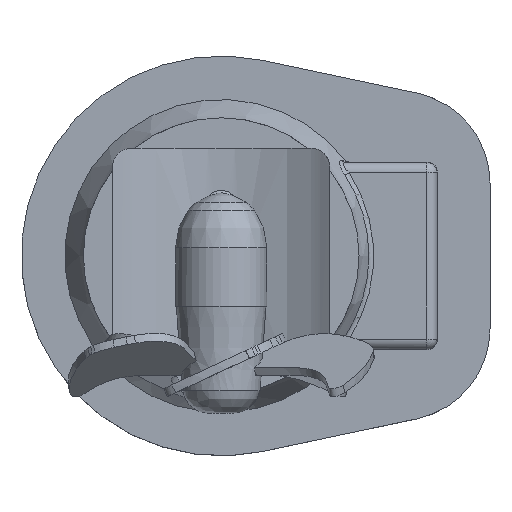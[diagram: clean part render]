
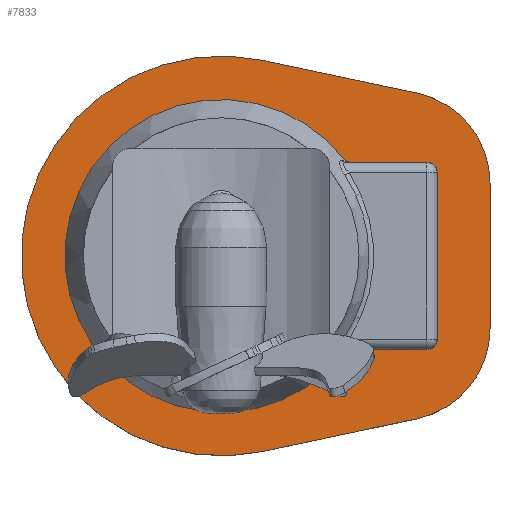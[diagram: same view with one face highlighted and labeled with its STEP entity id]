
A CAD part, top view. The second image highlights one B-rep face of the part: STEP entity #7833.
In plain terms, the highlighted planar face has unit normal (0, 0, 1).
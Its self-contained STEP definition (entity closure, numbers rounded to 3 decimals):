
#46=FACE_BOUND('',#2590,.T.);
#325=B_SPLINE_CURVE_WITH_KNOTS('',3,(#10529,#10530,#10531,#10532,#10533,
#10534,#10535,#10536),.UNSPECIFIED.,.F.,.F.,(4,2,2,4),(-0.256,
-0.179,-0.103,0.),
 .UNSPECIFIED.);
#341=B_SPLINE_CURVE_WITH_KNOTS('',3,(#10859,#10860,#10861,#10862,#10863,
#10864,#10865,#10866),.UNSPECIFIED.,.F.,.F.,(4,2,2,4),(-0.27,
-0.201,-0.131,0.),.UNSPECIFIED.);
#906=ELLIPSE('',#8302,6.016,6.);
#907=ELLIPSE('',#8334,6.016,6.);
#1045=LINE('',#10408,#1317);
#1050=LINE('',#10422,#1322);
#1059=LINE('',#10586,#1331);
#1063=LINE('',#10595,#1335);
#1070=LINE('',#10876,#1342);
#1072=LINE('',#11016,#1344);
#1317=VECTOR('',#8935,96.968);
#1322=VECTOR('',#8948,45.165);
#1331=VECTOR('',#8999,84.602);
#1335=VECTOR('',#9009,91.637);
#1342=VECTOR('',#9064,45.165);
#1344=VECTOR('',#9076,91.637);
#2101=FACE_OUTER_BOUND('',#2589,.T.);
#2589=EDGE_LOOP('',(#5478,#5479,#5480,#5481,#5482,#5483));
#2590=EDGE_LOOP('',(#5484,#5485,#5486,#5487,#5488,#5489,#5490,#5491));
#3085=CIRCLE('',#8327,53.4);
#3087=CIRCLE('',#8332,116.);
#3097=CIRCLE('',#8350,90.756);
#3099=CIRCLE('',#8356,53.4);
#3382=VERTEX_POINT('',#10406);
#3383=VERTEX_POINT('',#10407);
#3386=VERTEX_POINT('',#10415);
#3388=VERTEX_POINT('',#10421);
#3390=VERTEX_POINT('',#10528);
#3403=VERTEX_POINT('',#10583);
#3404=VERTEX_POINT('',#10585);
#3405=VERTEX_POINT('',#10589);
#3406=VERTEX_POINT('',#10593);
#3408=VERTEX_POINT('',#10600);
#3409=VERTEX_POINT('',#10604);
#3427=VERTEX_POINT('',#10687);
#3429=VERTEX_POINT('',#10858);
#3430=VERTEX_POINT('',#11012);
#4127=EDGE_CURVE('',#3382,#3383,#1045,.T.);
#4131=EDGE_CURVE('',#3383,#3386,#906,.T.);
#4134=EDGE_CURVE('',#3386,#3388,#1050,.T.);
#4137=EDGE_CURVE('',#3388,#3390,#325,.T.);
#4159=EDGE_CURVE('',#3403,#3404,#1059,.T.);
#4162=EDGE_CURVE('',#3405,#3403,#3085,.T.);
#4164=EDGE_CURVE('',#3406,#3405,#1063,.T.);
#4167=EDGE_CURVE('',#3408,#3406,#3087,.T.);
#4168=EDGE_CURVE('',#3409,#3382,#907,.T.);
#4194=EDGE_CURVE('',#3390,#3427,#3097,.T.);
#4198=EDGE_CURVE('',#3427,#3429,#341,.T.);
#4201=EDGE_CURVE('',#3429,#3409,#1070,.T.);
#4202=EDGE_CURVE('',#3404,#3430,#3099,.T.);
#4204=EDGE_CURVE('',#3430,#3408,#1072,.T.);
#5478=ORIENTED_EDGE('',*,*,#4159,.F.);
#5479=ORIENTED_EDGE('',*,*,#4162,.F.);
#5480=ORIENTED_EDGE('',*,*,#4164,.F.);
#5481=ORIENTED_EDGE('',*,*,#4167,.F.);
#5482=ORIENTED_EDGE('',*,*,#4204,.F.);
#5483=ORIENTED_EDGE('',*,*,#4202,.F.);
#5484=ORIENTED_EDGE('',*,*,#4194,.F.);
#5485=ORIENTED_EDGE('',*,*,#4137,.F.);
#5486=ORIENTED_EDGE('',*,*,#4134,.F.);
#5487=ORIENTED_EDGE('',*,*,#4131,.F.);
#5488=ORIENTED_EDGE('',*,*,#4127,.F.);
#5489=ORIENTED_EDGE('',*,*,#4168,.F.);
#5490=ORIENTED_EDGE('',*,*,#4201,.F.);
#5491=ORIENTED_EDGE('',*,*,#4198,.F.);
#7693=PLANE('',#8358);
#7833=ADVANCED_FACE('',(#2101,#46),#7693,.T.);
#8302=AXIS2_PLACEMENT_3D('',#10416,#8941,#8942);
#8327=AXIS2_PLACEMENT_3D('',#10591,#9004,#9005);
#8332=AXIS2_PLACEMENT_3D('',#10602,#9017,#9018);
#8334=AXIS2_PLACEMENT_3D('',#10605,#9021,#9022);
#8350=AXIS2_PLACEMENT_3D('',#10688,#9058,#9059);
#8356=AXIS2_PLACEMENT_3D('',#11013,#9071,#9072);
#8358=AXIS2_PLACEMENT_3D('',#11017,#9077,#9078);
#8935=DIRECTION('',(0.,1.,0.));
#8941=DIRECTION('center_axis',(0.,0.,
1.));
#8942=DIRECTION('ref_axis',(0.707,0.707,0.));
#8948=DIRECTION('',(-1.,0.,0.));
#8999=DIRECTION('',(0.,-1.,0.));
#9004=DIRECTION('center_axis',(0.,0.,
-1.));
#9005=DIRECTION('ref_axis',(0.,1.,0.));
#9009=DIRECTION('',(0.978,-0.207,0.));
#9017=DIRECTION('center_axis',(0.,0.,
-1.));
#9018=DIRECTION('ref_axis',(0.,1.,0.));
#9021=DIRECTION('center_axis',(0.,0.,
1.));
#9022=DIRECTION('ref_axis',(0.707,-0.707,0.));
#9058=DIRECTION('center_axis',(0.,0.,
1.));
#9059=DIRECTION('ref_axis',(1.,0.,0.));
#9064=DIRECTION('',(1.,0.,0.));
#9071=DIRECTION('center_axis',(0.,0.,
-1.));
#9072=DIRECTION('ref_axis',(0.,1.,0.));
#9076=DIRECTION('',(-0.978,-0.207,0.));
#9077=DIRECTION('center_axis',(0.,0.,
1.));
#9078=DIRECTION('ref_axis',(1.,0.,0.));
#10406=CARTESIAN_POINT('',(472.261,380.38,77.307));
#10407=CARTESIAN_POINT('',(472.26,477.348,77.307));
#10408=CARTESIAN_POINT('',(472.261,456.364,77.307));
#10415=CARTESIAN_POINT('',(466.268,483.34,77.307));
#10416=CARTESIAN_POINT('Origin',(466.252,477.331,77.307));
#10421=CARTESIAN_POINT('',(421.103,483.339,77.307));
#10422=CARTESIAN_POINT('',(393.396,483.339,77.307));
#10528=CARTESIAN_POINT('',(418.419,484.586,77.307));
#10529=CARTESIAN_POINT('Ctrl Pts',(421.103,483.339,77.307));
#10530=CARTESIAN_POINT('Ctrl Pts',(420.781,483.339,77.307));
#10531=CARTESIAN_POINT('Ctrl Pts',(420.458,483.381,77.307));
#10532=CARTESIAN_POINT('Ctrl Pts',(419.842,483.547,77.307));
#10533=CARTESIAN_POINT('Ctrl Pts',(419.549,483.67,77.307));
#10534=CARTESIAN_POINT('Ctrl Pts',(418.913,484.05,77.307));
#10535=CARTESIAN_POINT('Ctrl Pts',(418.63,484.315,77.307));
#10536=CARTESIAN_POINT('Ctrl Pts',(418.419,484.586,77.307));
#10583=CARTESIAN_POINT('',(502.784,471.163,77.307));
#10585=CARTESIAN_POINT('',(502.784,386.562,77.307));
#10586=CARTESIAN_POINT('',(502.784,471.163,77.307));
#10589=CARTESIAN_POINT('',(460.425,523.409,77.307));
#10591=CARTESIAN_POINT('Origin',(449.384,471.163,77.307));
#10593=CARTESIAN_POINT('',(370.768,542.356,77.307));
#10595=CARTESIAN_POINT('',(370.768,542.356,77.307));
#10600=CARTESIAN_POINT('',(370.768,315.369,77.307));
#10602=CARTESIAN_POINT('Origin',(346.784,428.862,77.307));
#10604=CARTESIAN_POINT('',(466.27,374.388,77.307));
#10605=CARTESIAN_POINT('Origin',(466.253,380.396,77.307));
#10687=CARTESIAN_POINT('',(418.42,373.14,77.307));
#10688=CARTESIAN_POINT('Origin',(346.784,428.862,77.307));
#10858=CARTESIAN_POINT('',(421.104,374.387,77.307));
#10859=CARTESIAN_POINT('Ctrl Pts',(418.42,373.14,77.307));
#10860=CARTESIAN_POINT('Ctrl Pts',(418.586,373.353,77.307));
#10861=CARTESIAN_POINT('Ctrl Pts',(418.781,373.542,77.307));
#10862=CARTESIAN_POINT('Ctrl Pts',(419.218,373.871,77.307));
#10863=CARTESIAN_POINT('Ctrl Pts',(419.46,374.007,77.307));
#10864=CARTESIAN_POINT('Ctrl Pts',(420.187,374.31,77.307));
#10865=CARTESIAN_POINT('Ctrl Pts',(420.668,374.387,77.307));
#10866=CARTESIAN_POINT('Ctrl Pts',(421.104,374.387,77.307));
#10876=CARTESIAN_POINT('',(423.398,374.387,77.307));
#11012=CARTESIAN_POINT('',(460.425,334.316,77.307));
#11013=CARTESIAN_POINT('Origin',(449.384,386.562,77.307));
#11016=CARTESIAN_POINT('',(460.425,334.316,77.307));
#11017=CARTESIAN_POINT('Origin',(374.009,428.863,77.307));
